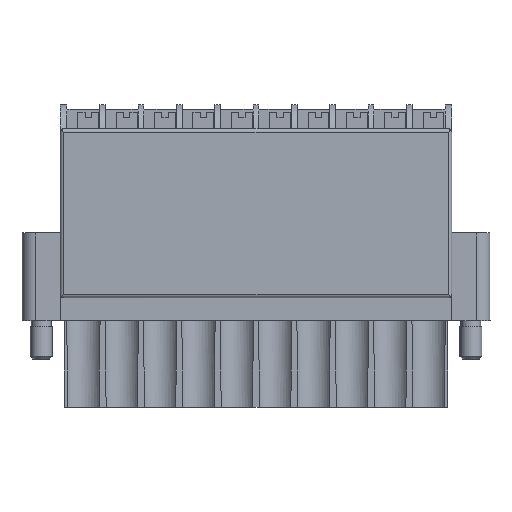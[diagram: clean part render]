
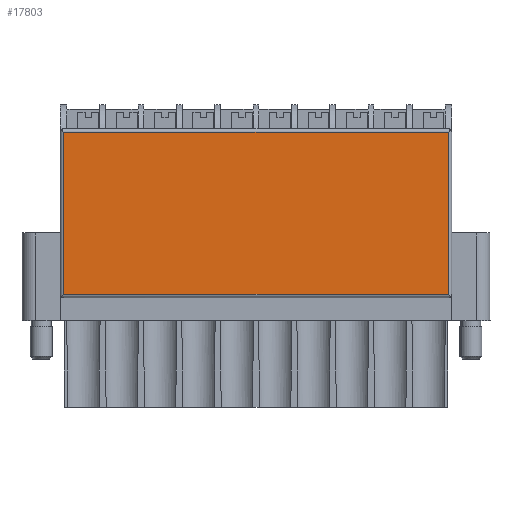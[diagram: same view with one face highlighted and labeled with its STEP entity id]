
A CAD part, front view. The second image highlights one B-rep face of the part: STEP entity #17803.
In plain terms, the highlighted planar face has unit normal (0, -1, 0).
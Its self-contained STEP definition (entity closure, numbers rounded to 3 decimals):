
#17790=AXIS2_PLACEMENT_3D('Plane Axis2P3D',#17787,#17788,#17789) ;
#15217=CARTESIAN_POINT('Vertex',(38.9,0.,25.1)) ;
#15220=CARTESIAN_POINT('Line Origine',(38.9,0.,17.75)) ;
#15224=CARTESIAN_POINT('Vertex',(38.9,0.,10.3)) ;
#15382=CARTESIAN_POINT('Vertex',(3.8,0.,10.3)) ;
#15385=CARTESIAN_POINT('Line Origine',(3.8,0.,17.75)) ;
#15389=CARTESIAN_POINT('Vertex',(3.8,0.,25.1)) ;
#17419=CARTESIAN_POINT('Line Origine',(21.35,0.,25.1)) ;
#17787=CARTESIAN_POINT('Axis2P3D Location',(3.5,0.,27.6)) ;
#17792=CARTESIAN_POINT('Line Origine',(21.35,0.,10.3)) ;
#15221=DIRECTION('Vector Direction',(0.,0.,-1.)) ;
#15386=DIRECTION('Vector Direction',(0.,0.,-1.)) ;
#17420=DIRECTION('Vector Direction',(1.,0.,0.)) ;
#17788=DIRECTION('Axis2P3D Direction',(-0.,1.,0.)) ;
#17789=DIRECTION('Axis2P3D XDirection',(1.,0.,0.)) ;
#17793=DIRECTION('Vector Direction',(1.,0.,0.)) ;
#15222=VECTOR('Line Direction',#15221,1.) ;
#15387=VECTOR('Line Direction',#15386,1.) ;
#17421=VECTOR('Line Direction',#17420,1.) ;
#17794=VECTOR('Line Direction',#17793,1.) ;
#17798=ORIENTED_EDGE('',*,*,#15391,.T.) ;
#17799=ORIENTED_EDGE('',*,*,#17796,.T.) ;
#17800=ORIENTED_EDGE('',*,*,#15226,.F.) ;
#17801=ORIENTED_EDGE('',*,*,#17423,.F.) ;
#17803=ADVANCED_FACE('HOUSING',(#17802),#17791,.F.) ;
#15226=EDGE_CURVE('',#15218,#15225,#15223,.T.) ;
#15391=EDGE_CURVE('',#15390,#15383,#15388,.T.) ;
#17423=EDGE_CURVE('',#15390,#15218,#17422,.T.) ;
#17796=EDGE_CURVE('',#15383,#15225,#17795,.T.) ;
#17797=EDGE_LOOP('',(#17798,#17799,#17800,#17801)) ;
#17802=FACE_OUTER_BOUND('',#17797,.T.) ;
#15223=LINE('Line',#15220,#15222) ;
#15388=LINE('Line',#15385,#15387) ;
#17422=LINE('Line',#17419,#17421) ;
#17795=LINE('Line',#17792,#17794) ;
#17791=PLANE('',#17790) ;
#15218=VERTEX_POINT('',#15217) ;
#15225=VERTEX_POINT('',#15224) ;
#15383=VERTEX_POINT('',#15382) ;
#15390=VERTEX_POINT('',#15389) ;
